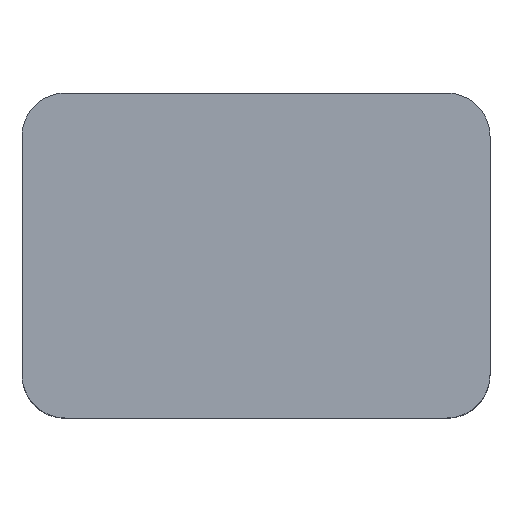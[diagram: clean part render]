
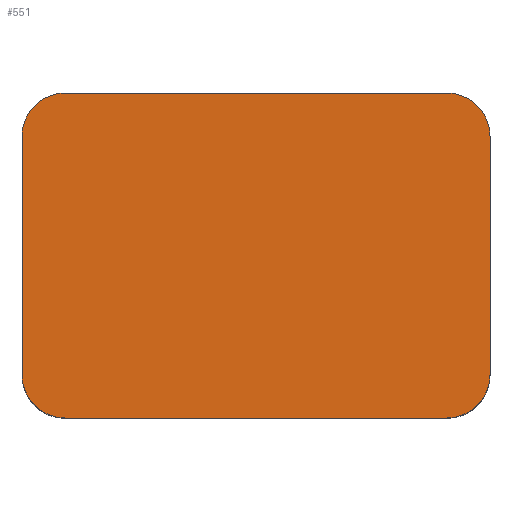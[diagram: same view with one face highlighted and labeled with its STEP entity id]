
A CAD part, top view. The second image highlights one B-rep face of the part: STEP entity #551.
In plain terms, the highlighted planar face has unit normal (0, 0, 1).
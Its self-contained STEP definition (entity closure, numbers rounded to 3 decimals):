
#89 = VERTEX_POINT('',#90);
#90 = CARTESIAN_POINT('',(-8.8,7.5,15.));
#96 = EDGE_CURVE('',#97,#89,#99,.T.);
#97 = VERTEX_POINT('',#98);
#98 = CARTESIAN_POINT('',(8.8,7.5,15.));
#99 = LINE('',#100,#101);
#100 = CARTESIAN_POINT('',(10.8,7.5,15.));
#101 = VECTOR('',#102,1.);
#102 = DIRECTION('',(-1.,0.,0.));
#505 = EDGE_CURVE('',#89,#506,#508,.T.);
#506 = VERTEX_POINT('',#507);
#507 = CARTESIAN_POINT('',(-10.8,5.5,15.));
#508 = CIRCLE('',#509,2.);
#509 = AXIS2_PLACEMENT_3D('',#510,#511,#512);
#510 = CARTESIAN_POINT('',(-8.8,5.5,15.));
#511 = DIRECTION('',(0.,0.,1.));
#512 = DIRECTION('',(0.,1.,0.));
#532 = VERTEX_POINT('',#533);
#533 = CARTESIAN_POINT('',(10.8,5.5,15.));
#539 = EDGE_CURVE('',#97,#532,#540,.T.);
#540 = CIRCLE('',#541,2.);
#541 = AXIS2_PLACEMENT_3D('',#542,#543,#544);
#542 = CARTESIAN_POINT('',(8.8,5.5,15.));
#543 = DIRECTION('',(-0.,0.,-1.));
#544 = DIRECTION('',(0.,-1.,0.));
#551 = ADVANCED_FACE('',(#552),#597,.F.);
#552 = FACE_BOUND('',#553,.F.);
#553 = EDGE_LOOP('',(#554,#562,#571,#579,#588,#594,#595,#596));
#554 = ORIENTED_EDGE('',*,*,#555,.T.);
#555 = EDGE_CURVE('',#532,#556,#558,.T.);
#556 = VERTEX_POINT('',#557);
#557 = CARTESIAN_POINT('',(10.8,-5.5,15.));
#558 = LINE('',#559,#560);
#559 = CARTESIAN_POINT('',(10.8,7.5,15.));
#560 = VECTOR('',#561,1.);
#561 = DIRECTION('',(0.,-1.,0.));
#562 = ORIENTED_EDGE('',*,*,#563,.F.);
#563 = EDGE_CURVE('',#564,#556,#566,.T.);
#564 = VERTEX_POINT('',#565);
#565 = CARTESIAN_POINT('',(8.8,-7.5,15.));
#566 = CIRCLE('',#567,2.);
#567 = AXIS2_PLACEMENT_3D('',#568,#569,#570);
#568 = CARTESIAN_POINT('',(8.8,-5.5,15.));
#569 = DIRECTION('',(-0.,0.,1.));
#570 = DIRECTION('',(0.,-1.,0.));
#571 = ORIENTED_EDGE('',*,*,#572,.T.);
#572 = EDGE_CURVE('',#564,#573,#575,.T.);
#573 = VERTEX_POINT('',#574);
#574 = CARTESIAN_POINT('',(-8.8,-7.5,15.));
#575 = LINE('',#576,#577);
#576 = CARTESIAN_POINT('',(10.8,-7.5,15.));
#577 = VECTOR('',#578,1.);
#578 = DIRECTION('',(-1.,0.,0.));
#579 = ORIENTED_EDGE('',*,*,#580,.T.);
#580 = EDGE_CURVE('',#573,#581,#583,.T.);
#581 = VERTEX_POINT('',#582);
#582 = CARTESIAN_POINT('',(-10.8,-5.5,15.));
#583 = CIRCLE('',#584,2.);
#584 = AXIS2_PLACEMENT_3D('',#585,#586,#587);
#585 = CARTESIAN_POINT('',(-8.8,-5.5,15.));
#586 = DIRECTION('',(0.,0.,-1.));
#587 = DIRECTION('',(0.,1.,0.));
#588 = ORIENTED_EDGE('',*,*,#589,.F.);
#589 = EDGE_CURVE('',#506,#581,#590,.T.);
#590 = LINE('',#591,#592);
#591 = CARTESIAN_POINT('',(-10.8,7.5,15.));
#592 = VECTOR('',#593,1.);
#593 = DIRECTION('',(0.,-1.,0.));
#594 = ORIENTED_EDGE('',*,*,#505,.F.);
#595 = ORIENTED_EDGE('',*,*,#96,.F.);
#596 = ORIENTED_EDGE('',*,*,#539,.T.);
#597 = PLANE('',#598);
#598 = AXIS2_PLACEMENT_3D('',#599,#600,#601);
#599 = CARTESIAN_POINT('',(10.8,7.5,15.));
#600 = DIRECTION('',(0.,0.,-1.));
#601 = DIRECTION('',(-1.,0.,0.));
